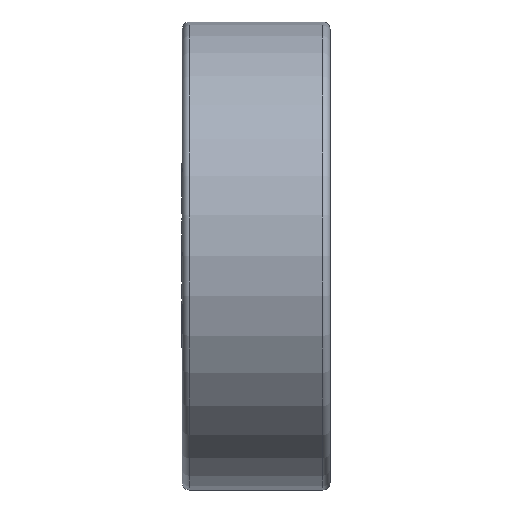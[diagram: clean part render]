
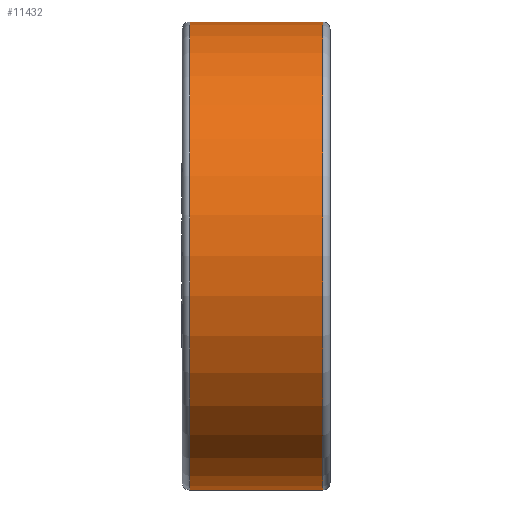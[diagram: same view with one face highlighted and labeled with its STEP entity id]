
A CAD part, top view. The second image highlights one B-rep face of the part: STEP entity #11432.
In plain terms, the highlighted cylindrical face has radius 9.5 mm (diameter 19 mm), a partial arc.
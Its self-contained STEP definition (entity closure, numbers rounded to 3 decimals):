
#2899=CARTESIAN_POINT('',(-2.7,0.,0.));
#2900=DIRECTION('',(1.,0.,0.));
#2901=DIRECTION('',(0.,1.,0.));
#2902=AXIS2_PLACEMENT_3D('',#2899,#2900,#2901);
#2907=CARTESIAN_POINT('',(2.7,0.,0.));
#2908=DIRECTION('',(1.,0.,0.));
#2909=DIRECTION('',(0.,1.,0.));
#2910=AXIS2_PLACEMENT_3D('',#2907,#2908,#2909);
#2923=DIRECTION('',(-1.,0.,0.));
#2924=VECTOR('',#2923,5.4);
#2925=CARTESIAN_POINT('',(2.7,-9.5,0.));
#2926=LINE('',#2925,#2924);
#2938=DIRECTION('',(-1.,0.,0.));
#2939=VECTOR('',#2938,5.4);
#2940=CARTESIAN_POINT('',(2.7,9.5,0.));
#2941=LINE('',#2940,#2939);
#8834=CARTESIAN_POINT('',(-2.7,9.5,0.));
#8835=CARTESIAN_POINT('',(-2.7,-9.5,0.));
#8836=VERTEX_POINT('',#8834);
#8837=VERTEX_POINT('',#8835);
#8838=CARTESIAN_POINT('',(2.7,9.5,0.));
#8839=CARTESIAN_POINT('',(2.7,-9.5,0.));
#8840=VERTEX_POINT('',#8838);
#8841=VERTEX_POINT('',#8839);
#11418=CARTESIAN_POINT('',(-3.3,0.,0.));
#11419=DIRECTION('',(1.,0.,0.));
#11420=DIRECTION('',(0.,-1.,0.));
#11421=AXIS2_PLACEMENT_3D('',#11418,#11419,#11420);
#11422=CYLINDRICAL_SURFACE('',#11421,9.5);
#11423=ORIENTED_EDGE('',*,*,#11408,.F.);
#11425=ORIENTED_EDGE('',*,*,#11424,.F.);
#11427=ORIENTED_EDGE('',*,*,#11426,.T.);
#11429=ORIENTED_EDGE('',*,*,#11428,.T.);
#11430=EDGE_LOOP('',(#11423,#11425,#11427,#11429));
#11431=FACE_OUTER_BOUND('',#11430,.F.);
#2903=CIRCLE('',#2902,9.5);
#2911=CIRCLE('',#2910,9.5);
#11408=EDGE_CURVE('',#8836,#8837,#2903,.T.);
#11424=EDGE_CURVE('',#8840,#8836,#2941,.T.);
#11426=EDGE_CURVE('',#8840,#8841,#2911,.T.);
#11428=EDGE_CURVE('',#8841,#8837,#2926,.T.);
#11432=ADVANCED_FACE('',(#11431),#11422,.T.);
